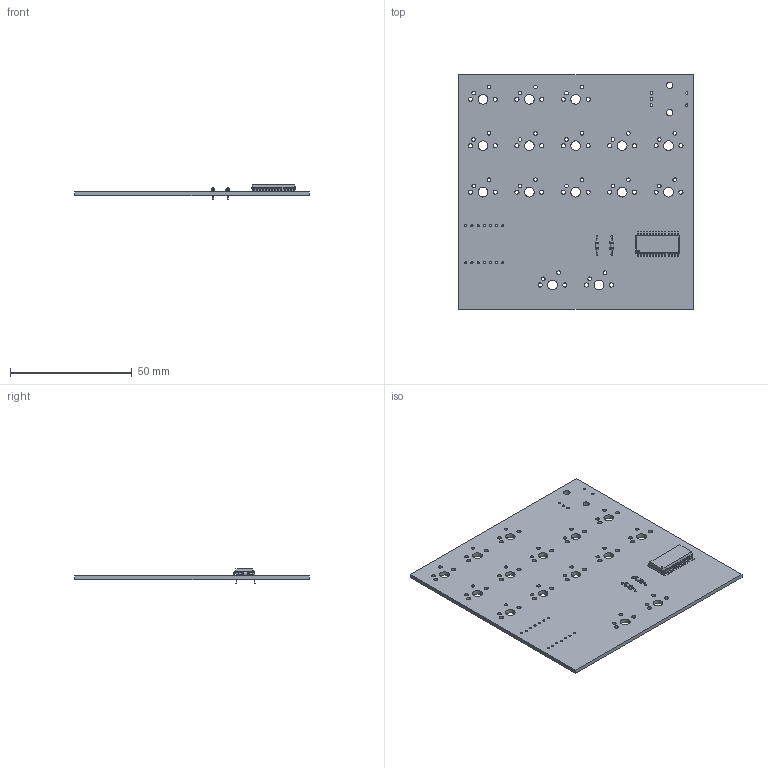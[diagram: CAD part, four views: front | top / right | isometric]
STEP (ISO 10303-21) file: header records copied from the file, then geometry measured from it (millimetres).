
FILE_DESCRIPTION(('KiCad electronic assembly'),'2;1');
FILE_NAME('hackpad-pcb.step','2025-02-16T23:40:12',('Pcbnew'),('Kicad'), 'Open CASCADE STEP processor 7.8','KiCad to STEP converter','Unknown' );
FILE_SCHEMA(('AUTOMOTIVE_DESIGN { 1 0 10303 214 1 1 1 1 }'));
Length unit declared in the file: millimetre
Products named in the file (6): hackpad-pcb 1; R_Axial_DIN0204_L3.6mm_D1.6mm_P7.62mm_Horizontal; R_Axial_DIN0204_L36mm_D16mm_P762mm_Horizontal; SOIC-28W_7.5x17.9mm_P1.27mm; SOIC_28W_75x179mm_P127mm; hackpad-pcb_PCB
Assembly tree (6 placements, depth 3):
  hackpad-pcb 1
    R_Axial_DIN0204_L3.6mm_D1.6mm_P7.62mm_Horizontal  x2
      R_Axial_DIN0204_L36mm_D16mm_P762mm_Horizontal
    SOIC-28W_7.5x17.9mm_P1.27mm
      SOIC_28W_75x179mm_P127mm
    hackpad-pcb_PCB
Bounding box: 96.4 x 96.3 x 5.75 mm (x, y, z)
Volume: 14667.9 mm3; surface area: 19968.2 mm2
Topology: 4 solids, 4 shells, 596 faces, 1589 edges, 1010 vertices
Faces by surface type: plane 309, cylinder 227, bspline 52, torus 8
Full cylindrical faces by diameter (mm): 0.5 x8, 0.6 x1, 0.7 x4, 0.889 x14, 1 x5, 1.44 x2, 1.5 x30, 1.6 x4, 1.7 x30, 2.6 x2, 4 x15
Entity records: 21825 total; most frequent: CARTESIAN_POINT 3330, ORIENTED_EDGE 3124, DIRECTION 3044, EDGE_CURVE 1562, LINE 1084, VECTOR 1084, VERTEX_POINT 994, AXIS2_PLACEMENT_3D 980
